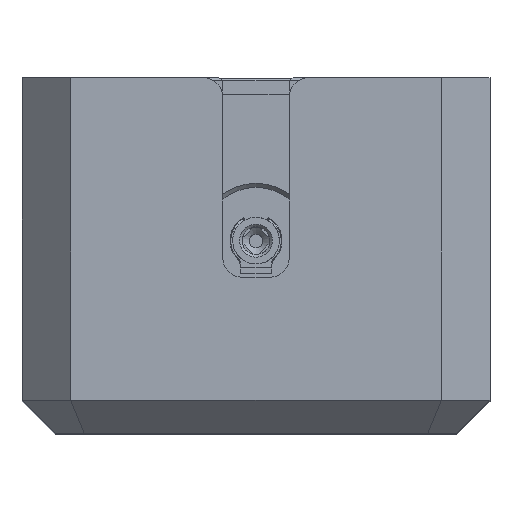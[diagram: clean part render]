
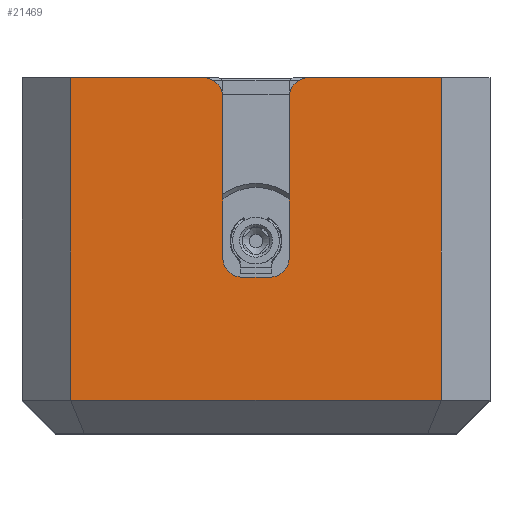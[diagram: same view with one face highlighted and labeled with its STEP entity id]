
A CAD part, top view. The second image highlights one B-rep face of the part: STEP entity #21469.
In plain terms, the highlighted planar face has unit normal (0, 0, 1).
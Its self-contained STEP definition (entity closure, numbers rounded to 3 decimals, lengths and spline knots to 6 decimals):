
#803=PLANE('',#22799);
#1563=CIRCLE('',#22800,0.003);
#1564=CIRCLE('',#22801,0.003);
#1565=CIRCLE('',#22802,0.003);
#1566=CIRCLE('',#22803,0.003);
#2533=ORIENTED_EDGE('',*,*,#9015,.F.);
#2534=ORIENTED_EDGE('',*,*,#9016,.T.);
#2535=ORIENTED_EDGE('',*,*,#9017,.F.);
#2536=ORIENTED_EDGE('',*,*,#9018,.T.);
#2537=ORIENTED_EDGE('',*,*,#9019,.T.);
#2538=ORIENTED_EDGE('',*,*,#9020,.F.);
#2539=ORIENTED_EDGE('',*,*,#9021,.T.);
#2540=ORIENTED_EDGE('',*,*,#9022,.T.);
#2541=ORIENTED_EDGE('',*,*,#9023,.T.);
#2542=ORIENTED_EDGE('',*,*,#9024,.T.);
#2543=ORIENTED_EDGE('',*,*,#9025,.T.);
#2544=ORIENTED_EDGE('',*,*,#9026,.T.);
#9015=EDGE_CURVE('',#12228,#12229,#14426,.T.);
#9016=EDGE_CURVE('',#12228,#12230,#1563,.T.);
#9017=EDGE_CURVE('',#12231,#12230,#14427,.T.);
#9018=EDGE_CURVE('',#12231,#12232,#14428,.T.);
#9019=EDGE_CURVE('',#12232,#12233,#14429,.T.);
#9020=EDGE_CURVE('',#12234,#12233,#14430,.T.);
#9021=EDGE_CURVE('',#12234,#12235,#14431,.T.);
#9022=EDGE_CURVE('',#12235,#12236,#1564,.T.);
#9023=EDGE_CURVE('',#12236,#12237,#14432,.T.);
#9024=EDGE_CURVE('',#12237,#12238,#1565,.F.);
#9025=EDGE_CURVE('',#12238,#12239,#14433,.T.);
#9026=EDGE_CURVE('',#12239,#12229,#1566,.F.);
#12228=VERTEX_POINT('',#30776);
#12229=VERTEX_POINT('',#30777);
#12230=VERTEX_POINT('',#30779);
#12231=VERTEX_POINT('',#30781);
#12232=VERTEX_POINT('',#30783);
#12233=VERTEX_POINT('',#30785);
#12234=VERTEX_POINT('',#30787);
#12235=VERTEX_POINT('',#30789);
#12236=VERTEX_POINT('',#30791);
#12237=VERTEX_POINT('',#30793);
#12238=VERTEX_POINT('',#30795);
#12239=VERTEX_POINT('',#30797);
#14426=LINE('',#30775,#16371);
#14427=LINE('',#30780,#16372);
#14428=LINE('',#30782,#16373);
#14429=LINE('',#30784,#16374);
#14430=LINE('',#30786,#16375);
#14431=LINE('',#30788,#16376);
#14432=LINE('',#30792,#16377);
#14433=LINE('',#30796,#16378);
#16371=VECTOR('',#24979,1.);
#16372=VECTOR('',#24982,1.);
#16373=VECTOR('',#24983,1.);
#16374=VECTOR('',#24984,1.);
#16375=VECTOR('',#24985,1.);
#16376=VECTOR('',#24986,1.);
#16377=VECTOR('',#24989,1.);
#16378=VECTOR('',#24992,1.);
#18247=EDGE_LOOP('',(#2533,#2534,#2535,#2536,#2537,#2538,#2539,#2540,#2541,
#2542,#2543,#2544));
#19729=FACE_BOUND('',#18247,.T.);
#21469=ADVANCED_FACE('',(#19729),#803,.T.);
#22799=AXIS2_PLACEMENT_3D('',#30774,#24977,#24978);
#22800=AXIS2_PLACEMENT_3D('',#30778,#24980,#24981);
#22801=AXIS2_PLACEMENT_3D('',#30790,#24987,#24988);
#22802=AXIS2_PLACEMENT_3D('',#30794,#24990,#24991);
#22803=AXIS2_PLACEMENT_3D('',#30798,#24993,#24994);
#24977=DIRECTION('',(0.,0.,1.));
#24978=DIRECTION('',(1.,0.,0.));
#24979=DIRECTION('',(0.,-1.,0.));
#24980=DIRECTION('',(0.,0.,1.));
#24981=DIRECTION('',(1.,0.,0.));
#24982=DIRECTION('',(1.,0.,0.));
#24983=DIRECTION('',(0.,-1.,0.));
#24984=DIRECTION('',(1.,0.,0.));
#24985=DIRECTION('',(0.,-1.,0.));
#24986=DIRECTION('',(-1.,0.,0.));
#24987=DIRECTION('',(0.,0.,1.));
#24988=DIRECTION('',(1.,0.,0.));
#24989=DIRECTION('',(0.,-1.,0.));
#24990=DIRECTION('',(0.,0.,1.));
#24991=DIRECTION('',(1.,0.,0.));
#24992=DIRECTION('',(-1.,0.,0.));
#24993=DIRECTION('',(0.,0.,1.));
#24994=DIRECTION('',(1.,0.,0.));
#30774=CARTESIAN_POINT('',(0.,-0.00225,0.01295));
#30775=CARTESIAN_POINT('',(-0.005,0.0095,0.01295));
#30776=CARTESIAN_POINT('',(-0.005,0.0215,0.01295));
#30777=CARTESIAN_POINT('',(-0.005,-0.0025,0.01295));
#30778=CARTESIAN_POINT('',(-0.008,0.0215,0.01295));
#30779=CARTESIAN_POINT('',(-0.008,0.0245,0.01295));
#30780=CARTESIAN_POINT('',(-0.027999,0.0245,0.01295));
#30781=CARTESIAN_POINT('',(-0.027847,0.0245,0.01295));
#30782=CARTESIAN_POINT('',(-0.027847,0.024502,0.01295));
#30783=CARTESIAN_POINT('',(-0.027847,-0.024,0.01295));
#30784=CARTESIAN_POINT('',(0.,-0.024,0.01295));
#30785=CARTESIAN_POINT('',(0.027847,-0.024,0.01295));
#30786=CARTESIAN_POINT('',(0.027847,0.024502,0.01295));
#30787=CARTESIAN_POINT('',(0.027847,0.0245,0.01295));
#30788=CARTESIAN_POINT('',(0.027999,0.0245,0.01295));
#30789=CARTESIAN_POINT('',(0.008,0.0245,0.01295));
#30790=CARTESIAN_POINT('',(0.008,0.0215,0.01295));
#30791=CARTESIAN_POINT('',(0.005,0.0215,0.01295));
#30792=CARTESIAN_POINT('',(0.005,0.0095,0.01295));
#30793=CARTESIAN_POINT('',(0.005,-0.0025,0.01295));
#30794=CARTESIAN_POINT('',(0.002,-0.0025,0.01295));
#30795=CARTESIAN_POINT('',(0.002,-0.0055,0.01295));
#30796=CARTESIAN_POINT('',(0.,-0.0055,0.01295));
#30797=CARTESIAN_POINT('',(-0.002,-0.0055,0.01295));
#30798=CARTESIAN_POINT('',(-0.002,-0.0025,0.01295));
